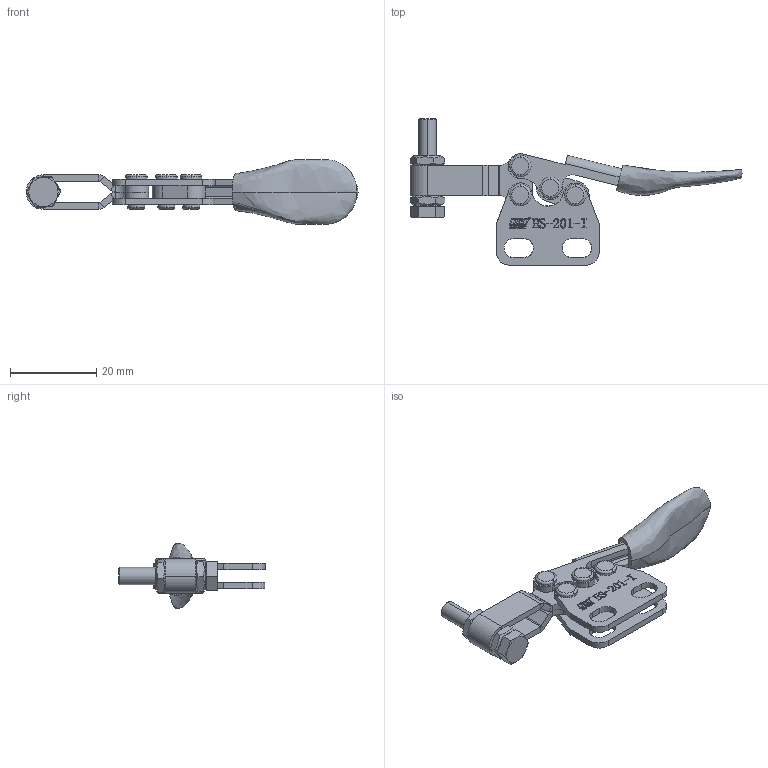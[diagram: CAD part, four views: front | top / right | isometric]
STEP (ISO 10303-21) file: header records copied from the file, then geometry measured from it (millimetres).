
FILE_DESCRIPTION (( 'STEP AP203' ), '1' );
FILE_NAME ('HS-201-I 装配体.STEP', '2018-12-07T02:55:23', ( 'PCOS' ), ( '微软中国' ), 'SwSTEP 2.0', 'SolidWorks 2012', '' );
FILE_SCHEMA (( 'CONFIG_CONTROL_DESIGN' ));
Length unit declared in the file: millimetre
Products named in the file (9): HS-201-I 蚾饜极; 蟀裝; hexagon head bolts-full thread gb_GB_FASTENER_BOLT_STBAB A M4X20-C; hex thin nuts-grades ab-chamfered gb_GB_FASTENER_NUT_STNAB M4-N; 种; 揤參; 忒梟; 忒參; 眻菁釱
Assembly tree (13 placements, depth 2):
  HS-201-I 蚾饜极
    眻菁釱  x2
    忒參
    忒梟
    揤參
    种  x4
    hex thin nuts-grades ab-chamfered gb_GB_FASTENER_NUT_STNAB M4-N  x2
    hexagon head bolts-full thread gb_GB_FASTENER_BOLT_STBAB A M4X20-C
    蟀裝
Bounding box: 76.96 x 33.92 x 15 mm (x, y, z)
Volume: 4217 mm3; surface area: 6065.2 mm2
Topology: 13 solids, 13 shells, 963 faces, 2532 edges, 1658 vertices
Faces by surface type: plane 491, bspline 245, cylinder 185, cone 26, torus 16
Entity records: 24833 total; most frequent: CARTESIAN_POINT 11001, ORIENTED_EDGE 2836, DIRECTION 2276, EDGE_CURVE 1418, VERTEX_POINT 922, VECTOR 878, LINE 878, AXIS2_PLACEMENT_3D 699
